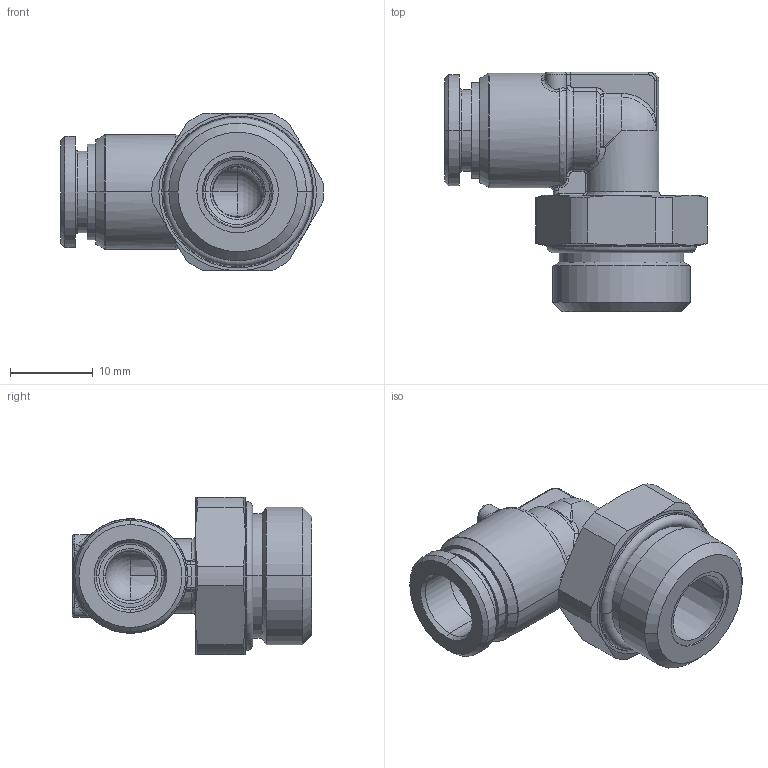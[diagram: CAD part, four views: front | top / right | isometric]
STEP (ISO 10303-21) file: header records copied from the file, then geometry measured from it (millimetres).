
FILE_DESCRIPTION((''),'2;1');
FILE_NAME('mxm.16.08.38',(''),('sopra-pneumatic'),'PRO/ENGINEER BY PARAMETRIC TECHNOLOGY CORPORATION, 2014310','PRO/ENGINEER BY PARAMETRIC TECHNOLOGY CORPORATION, 2014310','');
FILE_SCHEMA(('CONFIG_CONTROL_DESIGN'));
Length unit declared in the file: millimetre
Products named in the file (1): 384111B_930X4M-8FF-3-8
Bounding box: 31.69 x 28.85 x 19 mm (x, y, z)
Volume: 4590.5 mm3; surface area: 4263.2 mm2
Topology: 2 solids, 2 shells, 213 faces, 471 edges, 271 vertices
Faces by surface type: cylinder 60, torus 41, cone 38, bspline 38, plane 29, sphere 7
Entity records: 8064 total; most frequent: CARTESIAN_POINT 3506, DIRECTION 971, ORIENTED_EDGE 942, EDGE_CURVE 471, AXIS2_PLACEMENT_3D 427, VERTEX_POINT 271, CIRCLE 252, EDGE_LOOP 226
